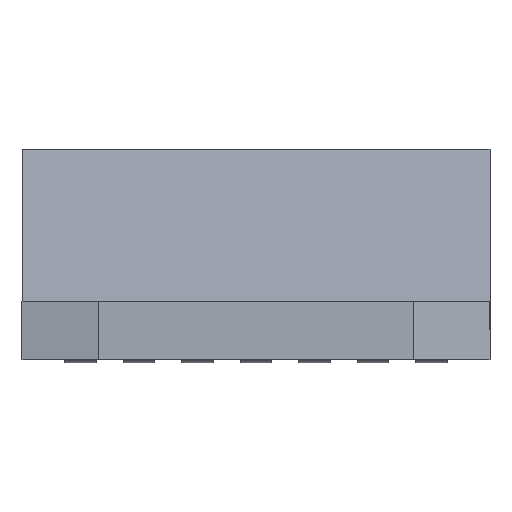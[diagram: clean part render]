
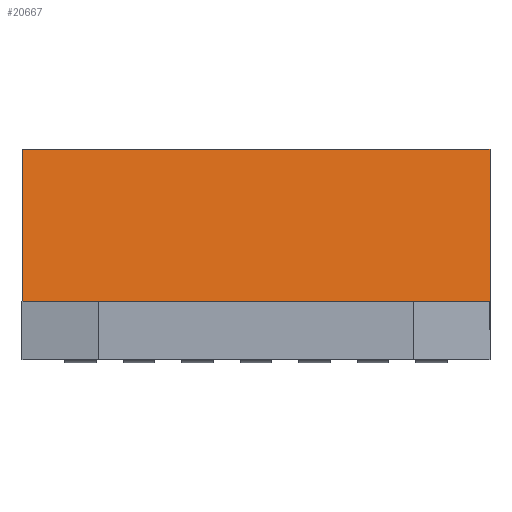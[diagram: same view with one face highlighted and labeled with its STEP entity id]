
A CAD part, left-side view. The second image highlights one B-rep face of the part: STEP entity #20667.
In plain terms, the highlighted planar face has unit normal (-0.993, 0, 0.122).
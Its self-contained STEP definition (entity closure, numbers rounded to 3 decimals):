
#14 = DIRECTION ( 'NONE',  ( 0., -1., 0. ) ) ;
#554 = LINE ( 'NONE', #12927, #22129 ) ;
#1253 = PLANE ( 'NONE',  #7518 ) ;
#2175 = VERTEX_POINT ( 'NONE', #9772 ) ;
#2520 = LINE ( 'NONE', #20446, #12223 ) ;
#5595 = CARTESIAN_POINT ( 'NONE',  ( -3.28, -5.08, 4.645 ) ) ;
#6363 = VECTOR ( 'NONE', #14, 1000. ) ;
#6600 = EDGE_CURVE ( 'NONE', #2175, #13442, #554, .T. ) ;
#7518 = AXIS2_PLACEMENT_3D ( 'NONE', #11039, #24321, #12955 ) ;
#7958 = VERTEX_POINT ( 'NONE', #9501 ) ;
#9312 = VERTEX_POINT ( 'NONE', #5595 ) ;
#9501 = CARTESIAN_POINT ( 'NONE',  ( -3.28, 5.08, 4.645 ) ) ;
#9772 = CARTESIAN_POINT ( 'NONE',  ( -3.685, -5.08, 1.345 ) ) ;
#10065 = DIRECTION ( 'NONE',  ( 0.122, 0., 0.993 ) ) ;
#10262 = EDGE_CURVE ( 'NONE', #7958, #9312, #16570, .T. ) ;
#11039 = CARTESIAN_POINT ( 'NONE',  ( -3.685, -5.08, 1.345 ) ) ;
#11995 = CARTESIAN_POINT ( 'NONE',  ( -3.685, 5.08, 1.345 ) ) ;
#12223 = VECTOR ( 'NONE', #22352, 1000. ) ;
#12663 = EDGE_CURVE ( 'NONE', #9312, #2175, #2520, .T. ) ;
#12927 = CARTESIAN_POINT ( 'NONE',  ( -3.685, -5.08, 1.345 ) ) ;
#12955 = DIRECTION ( 'NONE',  ( -0.122, 0., -0.993 ) ) ;
#13442 = VERTEX_POINT ( 'NONE', #14199 ) ;
#13952 = EDGE_CURVE ( 'NONE', #13442, #7958, #20386, .T. ) ;
#14199 = CARTESIAN_POINT ( 'NONE',  ( -3.685, 5.08, 1.345 ) ) ;
#14775 = VECTOR ( 'NONE', #10065, 1000. ) ;
#16020 = ORIENTED_EDGE ( 'NONE', *, *, #13952, .F. ) ;
#16570 = LINE ( 'NONE', #21014, #6363 ) ;
#17631 = ORIENTED_EDGE ( 'NONE', *, *, #10262, .F. ) ;
#20380 = DIRECTION ( 'NONE',  ( 0., 1., 0. ) ) ;
#20386 = LINE ( 'NONE', #11995, #14775 ) ;
#20446 = CARTESIAN_POINT ( 'NONE',  ( -3.28, -5.08, 4.645 ) ) ;
#20667 = ADVANCED_FACE ( 'NONE', ( #21474 ), #1253, .F. ) ;
#21014 = CARTESIAN_POINT ( 'NONE',  ( -3.28, -5.08, 4.645 ) ) ;
#21474 = FACE_OUTER_BOUND ( 'NONE', #24863, .T. ) ;
#22129 = VECTOR ( 'NONE', #20380, 1000. ) ;
#22352 = DIRECTION ( 'NONE',  ( -0.122, 0., -0.993 ) ) ;
#22966 = ORIENTED_EDGE ( 'NONE', *, *, #6600, .F. ) ;
#24321 = DIRECTION ( 'NONE',  ( 0.993, 0., -0.122 ) ) ;
#24516 = ORIENTED_EDGE ( 'NONE', *, *, #12663, .F. ) ;
#24863 = EDGE_LOOP ( 'NONE', ( #17631, #16020, #22966, #24516 ) ) ;
